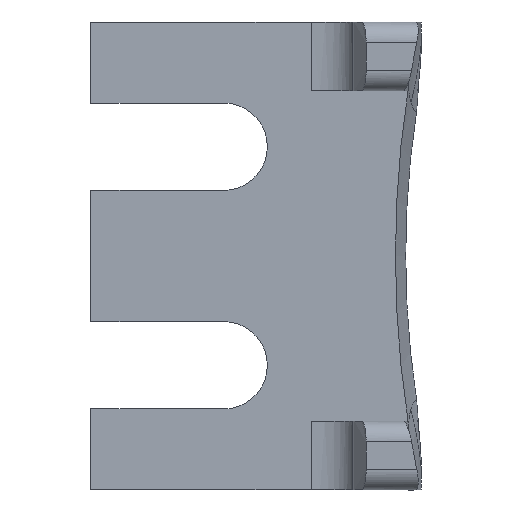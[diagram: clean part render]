
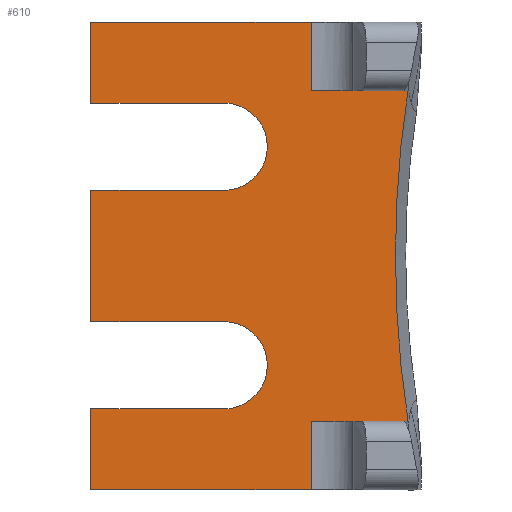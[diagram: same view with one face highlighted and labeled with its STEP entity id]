
A CAD part, left-side view. The second image highlights one B-rep face of the part: STEP entity #610.
In plain terms, the highlighted planar face has unit normal (-1, 0, 0).
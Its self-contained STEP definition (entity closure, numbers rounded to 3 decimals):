
#31=PLANE('',#667);
#54=LINE('',#1274,#102);
#59=LINE('',#1319,#107);
#67=LINE('',#1363,#115);
#69=LINE('',#1367,#117);
#70=LINE('',#1379,#118);
#72=LINE('',#1388,#120);
#73=LINE('',#1392,#121);
#74=LINE('',#1394,#122);
#75=LINE('',#1396,#123);
#76=LINE('',#1400,#124);
#77=LINE('',#1401,#125);
#78=LINE('',#1403,#126);
#79=LINE('',#1405,#127);
#102=VECTOR('',#716,10.);
#107=VECTOR('',#735,10.);
#115=VECTOR('',#755,10.);
#117=VECTOR('',#759,10.);
#118=VECTOR('',#762,10.);
#120=VECTOR('',#766,10.);
#121=VECTOR('',#769,10.);
#122=VECTOR('',#770,10.);
#123=VECTOR('',#771,10.);
#124=VECTOR('',#774,10.);
#125=VECTOR('',#775,10.);
#126=VECTOR('',#776,10.);
#127=VECTOR('',#777,10.);
#157=FACE_OUTER_BOUND('',#189,.T.);
#189=EDGE_LOOP('',(#524,#525,#526,#527,#528,#529,#530,#531,#532,#533,#534,
#535,#536,#537,#538,#539));
#212=CIRCLE('',#668,1.588);
#213=CIRCLE('',#669,1.588);
#230=B_SPLINE_CURVE_WITH_KNOTS('',3,(#1189,#1190,#1191,#1192,#1193,#1194,
#1195,#1196),.UNSPECIFIED.,.F.,.F.,(4,2,2,4),(0.276,0.63,
1.3,1.571),.UNSPECIFIED.);
#273=VERTEX_POINT('',#1180);
#274=VERTEX_POINT('',#1188);
#280=VERTEX_POINT('',#1271);
#281=VERTEX_POINT('',#1273);
#288=VERTEX_POINT('',#1315);
#294=VERTEX_POINT('',#1358);
#295=VERTEX_POINT('',#1362);
#296=VERTEX_POINT('',#1366);
#298=VERTEX_POINT('',#1390);
#299=VERTEX_POINT('',#1391);
#300=VERTEX_POINT('',#1393);
#301=VERTEX_POINT('',#1395);
#302=VERTEX_POINT('',#1397);
#303=VERTEX_POINT('',#1399);
#304=VERTEX_POINT('',#1402);
#305=VERTEX_POINT('',#1404);
#341=EDGE_CURVE('',#274,#273,#230,.T.);
#349=EDGE_CURVE('',#281,#280,#54,.T.);
#361=EDGE_CURVE('',#273,#288,#59,.T.);
#373=EDGE_CURVE('',#295,#294,#67,.T.);
#375=EDGE_CURVE('',#296,#274,#69,.T.);
#378=EDGE_CURVE('',#288,#281,#70,.T.);
#380=EDGE_CURVE('',#294,#296,#72,.T.);
#381=EDGE_CURVE('',#298,#299,#73,.T.);
#382=EDGE_CURVE('',#299,#300,#74,.T.);
#383=EDGE_CURVE('',#300,#301,#75,.T.);
#384=EDGE_CURVE('',#301,#302,#212,.T.);
#385=EDGE_CURVE('',#302,#303,#76,.T.);
#386=EDGE_CURVE('',#303,#295,#77,.T.);
#387=EDGE_CURVE('',#280,#304,#78,.T.);
#388=EDGE_CURVE('',#304,#305,#79,.T.);
#389=EDGE_CURVE('',#305,#298,#213,.T.);
#524=ORIENTED_EDGE('',*,*,#381,.T.);
#525=ORIENTED_EDGE('',*,*,#382,.T.);
#526=ORIENTED_EDGE('',*,*,#383,.T.);
#527=ORIENTED_EDGE('',*,*,#384,.T.);
#528=ORIENTED_EDGE('',*,*,#385,.T.);
#529=ORIENTED_EDGE('',*,*,#386,.T.);
#530=ORIENTED_EDGE('',*,*,#373,.T.);
#531=ORIENTED_EDGE('',*,*,#380,.T.);
#532=ORIENTED_EDGE('',*,*,#375,.T.);
#533=ORIENTED_EDGE('',*,*,#341,.T.);
#534=ORIENTED_EDGE('',*,*,#361,.T.);
#535=ORIENTED_EDGE('',*,*,#378,.T.);
#536=ORIENTED_EDGE('',*,*,#349,.T.);
#537=ORIENTED_EDGE('',*,*,#387,.T.);
#538=ORIENTED_EDGE('',*,*,#388,.T.);
#539=ORIENTED_EDGE('',*,*,#389,.T.);
#610=ADVANCED_FACE('',(#157),#31,.F.);
#667=AXIS2_PLACEMENT_3D('',#1389,#767,#768);
#668=AXIS2_PLACEMENT_3D('',#1398,#772,#773);
#669=AXIS2_PLACEMENT_3D('',#1406,#778,#779);
#716=DIRECTION('',(0.,1.,0.));
#735=DIRECTION('',(0.,1.,0.));
#755=DIRECTION('',(0.,-1.,0.));
#759=DIRECTION('',(0.,-1.,0.));
#762=DIRECTION('',(0.,0.,1.));
#766=DIRECTION('',(0.,0.,1.));
#767=DIRECTION('center_axis',(1.,0.,0.));
#768=DIRECTION('ref_axis',(0.,0.,-1.));
#769=DIRECTION('',(0.,1.,0.));
#770=DIRECTION('',(0.,0.,-1.));
#771=DIRECTION('',(0.,-1.,0.));
#772=DIRECTION('center_axis',(1.,0.,0.));
#773=DIRECTION('ref_axis',(0.,0.,-1.));
#774=DIRECTION('',(0.,1.,0.));
#775=DIRECTION('',(0.,0.,-1.));
#776=DIRECTION('',(0.,0.,-1.));
#777=DIRECTION('',(0.,-1.,0.));
#778=DIRECTION('center_axis',(1.,0.,0.));
#779=DIRECTION('ref_axis',(0.,0.,-1.));
#1180=CARTESIAN_POINT('',(-1.5,0.479,14.5));
#1188=CARTESIAN_POINT('',(-1.5,0.475,2.5));
#1189=CARTESIAN_POINT('Ctrl Pts',(-1.5,0.475,2.5));
#1190=CARTESIAN_POINT('Ctrl Pts',(-1.5,0.644,3.586));
#1191=CARTESIAN_POINT('Ctrl Pts',(-1.5,0.764,4.679));
#1192=CARTESIAN_POINT('Ctrl Pts',(-1.5,0.982,7.836));
#1193=CARTESIAN_POINT('Ctrl Pts',(-1.5,0.964,9.937));
#1194=CARTESIAN_POINT('Ctrl Pts',(-1.5,0.709,12.834));
#1195=CARTESIAN_POINT('Ctrl Pts',(-1.5,0.608,13.668));
#1196=CARTESIAN_POINT('Ctrl Pts',(-1.5,0.479,14.5));
#1271=CARTESIAN_POINT('',(-1.5,12.,17.));
#1273=CARTESIAN_POINT('',(-1.5,4.,17.));
#1274=CARTESIAN_POINT('',(-1.5,12.,17.));
#1315=CARTESIAN_POINT('',(-1.5,4.,14.5));
#1319=CARTESIAN_POINT('',(-1.5,4.,14.5));
#1358=CARTESIAN_POINT('',(-1.5,4.,0.));
#1362=CARTESIAN_POINT('',(-1.5,12.,0.));
#1363=CARTESIAN_POINT('',(-1.5,0.,0.));
#1366=CARTESIAN_POINT('',(-1.5,4.,2.5));
#1367=CARTESIAN_POINT('',(-1.5,4.5,2.5));
#1379=CARTESIAN_POINT('',(-1.5,4.,14.5));
#1388=CARTESIAN_POINT('',(-1.5,4.,0.));
#1389=CARTESIAN_POINT('Origin',(-1.5,6.,8.5));
#1390=CARTESIAN_POINT('',(-1.5,7.175,10.881));
#1391=CARTESIAN_POINT('',(-1.5,12.,10.881));
#1392=CARTESIAN_POINT('',(-1.5,12.,10.881));
#1393=CARTESIAN_POINT('',(-1.5,12.,6.119));
#1394=CARTESIAN_POINT('',(-1.5,12.,6.119));
#1395=CARTESIAN_POINT('',(-1.5,7.175,6.119));
#1396=CARTESIAN_POINT('',(-1.5,7.175,6.119));
#1397=CARTESIAN_POINT('',(-1.5,7.175,2.943));
#1398=CARTESIAN_POINT('Origin',(-1.5,7.175,4.531));
#1399=CARTESIAN_POINT('',(-1.5,12.,2.943));
#1400=CARTESIAN_POINT('',(-1.5,12.,2.943));
#1401=CARTESIAN_POINT('',(-1.5,12.,0.));
#1402=CARTESIAN_POINT('',(-1.5,12.,14.057));
#1403=CARTESIAN_POINT('',(-1.5,12.,14.057));
#1404=CARTESIAN_POINT('',(-1.5,7.175,14.057));
#1405=CARTESIAN_POINT('',(-1.5,7.175,14.057));
#1406=CARTESIAN_POINT('Origin',(-1.5,7.175,12.469));
